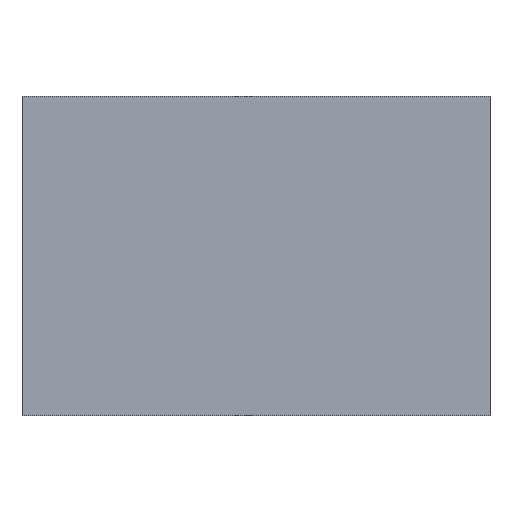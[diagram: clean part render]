
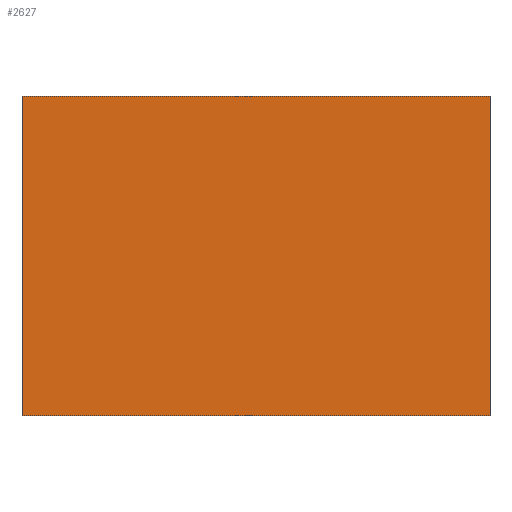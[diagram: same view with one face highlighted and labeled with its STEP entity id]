
A CAD part, front view. The second image highlights one B-rep face of the part: STEP entity #2627.
In plain terms, the highlighted planar face has unit normal (0, -1, 0).
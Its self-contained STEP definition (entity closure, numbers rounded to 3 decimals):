
#405 = PLANE('',#406);
#406 = AXIS2_PLACEMENT_3D('',#407,#408,#409);
#407 = CARTESIAN_POINT('',(0.,-28.4,0.));
#408 = DIRECTION('',(0.,0.,-1.));
#409 = DIRECTION('',(-1.,0.,0.));
#479 = PLANE('',#480);
#480 = AXIS2_PLACEMENT_3D('',#481,#482,#483);
#481 = CARTESIAN_POINT('',(17.3,-26.4,0.));
#482 = DIRECTION('',(1.,0.,0.));
#483 = DIRECTION('',(0.,-1.,0.));
#1429 = PLANE('',#1430);
#1430 = AXIS2_PLACEMENT_3D('',#1431,#1432,#1433);
#1431 = CARTESIAN_POINT('',(-17.3,-30.4,0.));
#1432 = DIRECTION('',(-1.,0.,0.));
#1433 = DIRECTION('',(0.,1.,0.));
#1449 = VERTEX_POINT('',#1450);
#1450 = CARTESIAN_POINT('',(17.3,-30.4,0.));
#1471 = EDGE_CURVE('',#1449,#1472,#1474,.T.);
#1472 = VERTEX_POINT('',#1473);
#1473 = CARTESIAN_POINT('',(-17.3,-30.4,0.));
#1474 = SURFACE_CURVE('',#1475,(#1479,#1486),.PCURVE_S1.);
#1475 = LINE('',#1476,#1477);
#1476 = CARTESIAN_POINT('',(17.3,-30.4,0.));
#1477 = VECTOR('',#1478,1.);
#1478 = DIRECTION('',(-1.,0.,0.));
#1479 = PCURVE('',#405,#1480);
#1480 = DEFINITIONAL_REPRESENTATION('',(#1481),#1485);
#1481 = LINE('',#1482,#1483);
#1482 = CARTESIAN_POINT('',(-17.3,-2.));
#1483 = VECTOR('',#1484,1.);
#1484 = DIRECTION('',(1.,0.));
#1485 = ( GEOMETRIC_REPRESENTATION_CONTEXT(2) 
PARAMETRIC_REPRESENTATION_CONTEXT() REPRESENTATION_CONTEXT('2D SPACE',''
  ) );
#1486 = PCURVE('',#1487,#1492);
#1487 = PLANE('',#1488);
#1488 = AXIS2_PLACEMENT_3D('',#1489,#1490,#1491);
#1489 = CARTESIAN_POINT('',(17.3,-30.4,0.));
#1490 = DIRECTION('',(0.,-1.,0.));
#1491 = DIRECTION('',(-1.,0.,0.));
#1492 = DEFINITIONAL_REPRESENTATION('',(#1493),#1497);
#1493 = LINE('',#1494,#1495);
#1494 = CARTESIAN_POINT('',(0.,0.));
#1495 = VECTOR('',#1496,1.);
#1496 = DIRECTION('',(1.,0.));
#1497 = ( GEOMETRIC_REPRESENTATION_CONTEXT(2) 
PARAMETRIC_REPRESENTATION_CONTEXT() REPRESENTATION_CONTEXT('2D SPACE',''
  ) );
#1548 = VERTEX_POINT('',#1549);
#1549 = CARTESIAN_POINT('',(17.3,-30.4,23.6));
#1563 = PLANE('',#1564);
#1564 = AXIS2_PLACEMENT_3D('',#1565,#1566,#1567);
#1565 = CARTESIAN_POINT('',(0.,-28.4,23.6));
#1566 = DIRECTION('',(0.,0.,-1.));
#1567 = DIRECTION('',(-1.,0.,0.));
#1575 = EDGE_CURVE('',#1449,#1548,#1576,.T.);
#1576 = SURFACE_CURVE('',#1577,(#1581,#1588),.PCURVE_S1.);
#1577 = LINE('',#1578,#1579);
#1578 = CARTESIAN_POINT('',(17.3,-30.4,0.));
#1579 = VECTOR('',#1580,1.);
#1580 = DIRECTION('',(0.,0.,1.));
#1581 = PCURVE('',#479,#1582);
#1582 = DEFINITIONAL_REPRESENTATION('',(#1583),#1587);
#1583 = LINE('',#1584,#1585);
#1584 = CARTESIAN_POINT('',(4.,0.));
#1585 = VECTOR('',#1586,1.);
#1586 = DIRECTION('',(0.,-1.));
#1587 = ( GEOMETRIC_REPRESENTATION_CONTEXT(2) 
PARAMETRIC_REPRESENTATION_CONTEXT() REPRESENTATION_CONTEXT('2D SPACE',''
  ) );
#1588 = PCURVE('',#1487,#1589);
#1589 = DEFINITIONAL_REPRESENTATION('',(#1590),#1594);
#1590 = LINE('',#1591,#1592);
#1591 = CARTESIAN_POINT('',(0.,0.));
#1592 = VECTOR('',#1593,1.);
#1593 = DIRECTION('',(0.,-1.));
#1594 = ( GEOMETRIC_REPRESENTATION_CONTEXT(2) 
PARAMETRIC_REPRESENTATION_CONTEXT() REPRESENTATION_CONTEXT('2D SPACE',''
  ) );
#2581 = EDGE_CURVE('',#1472,#2582,#2584,.T.);
#2582 = VERTEX_POINT('',#2583);
#2583 = CARTESIAN_POINT('',(-17.3,-30.4,23.6));
#2584 = SURFACE_CURVE('',#2585,(#2589,#2596),.PCURVE_S1.);
#2585 = LINE('',#2586,#2587);
#2586 = CARTESIAN_POINT('',(-17.3,-30.4,0.));
#2587 = VECTOR('',#2588,1.);
#2588 = DIRECTION('',(0.,0.,1.));
#2589 = PCURVE('',#1429,#2590);
#2590 = DEFINITIONAL_REPRESENTATION('',(#2591),#2595);
#2591 = LINE('',#2592,#2593);
#2592 = CARTESIAN_POINT('',(0.,0.));
#2593 = VECTOR('',#2594,1.);
#2594 = DIRECTION('',(0.,-1.));
#2595 = ( GEOMETRIC_REPRESENTATION_CONTEXT(2) 
PARAMETRIC_REPRESENTATION_CONTEXT() REPRESENTATION_CONTEXT('2D SPACE',''
  ) );
#2596 = PCURVE('',#1487,#2597);
#2597 = DEFINITIONAL_REPRESENTATION('',(#2598),#2602);
#2598 = LINE('',#2599,#2600);
#2599 = CARTESIAN_POINT('',(34.6,0.));
#2600 = VECTOR('',#2601,1.);
#2601 = DIRECTION('',(0.,-1.));
#2602 = ( GEOMETRIC_REPRESENTATION_CONTEXT(2) 
PARAMETRIC_REPRESENTATION_CONTEXT() REPRESENTATION_CONTEXT('2D SPACE',''
  ) );
#2627 = ADVANCED_FACE('',(#2628),#1487,.T.);
#2628 = FACE_BOUND('',#2629,.T.);
#2629 = EDGE_LOOP('',(#2630,#2631,#2652,#2653));
#2630 = ORIENTED_EDGE('',*,*,#1575,.T.);
#2631 = ORIENTED_EDGE('',*,*,#2632,.T.);
#2632 = EDGE_CURVE('',#1548,#2582,#2633,.T.);
#2633 = SURFACE_CURVE('',#2634,(#2638,#2645),.PCURVE_S1.);
#2634 = LINE('',#2635,#2636);
#2635 = CARTESIAN_POINT('',(17.3,-30.4,23.6));
#2636 = VECTOR('',#2637,1.);
#2637 = DIRECTION('',(-1.,0.,0.));
#2638 = PCURVE('',#1487,#2639);
#2639 = DEFINITIONAL_REPRESENTATION('',(#2640),#2644);
#2640 = LINE('',#2641,#2642);
#2641 = CARTESIAN_POINT('',(0.,-23.6));
#2642 = VECTOR('',#2643,1.);
#2643 = DIRECTION('',(1.,0.));
#2644 = ( GEOMETRIC_REPRESENTATION_CONTEXT(2) 
PARAMETRIC_REPRESENTATION_CONTEXT() REPRESENTATION_CONTEXT('2D SPACE',''
  ) );
#2645 = PCURVE('',#1563,#2646);
#2646 = DEFINITIONAL_REPRESENTATION('',(#2647),#2651);
#2647 = LINE('',#2648,#2649);
#2648 = CARTESIAN_POINT('',(-17.3,-2.));
#2649 = VECTOR('',#2650,1.);
#2650 = DIRECTION('',(1.,0.));
#2651 = ( GEOMETRIC_REPRESENTATION_CONTEXT(2) 
PARAMETRIC_REPRESENTATION_CONTEXT() REPRESENTATION_CONTEXT('2D SPACE',''
  ) );
#2652 = ORIENTED_EDGE('',*,*,#2581,.F.);
#2653 = ORIENTED_EDGE('',*,*,#1471,.F.);
